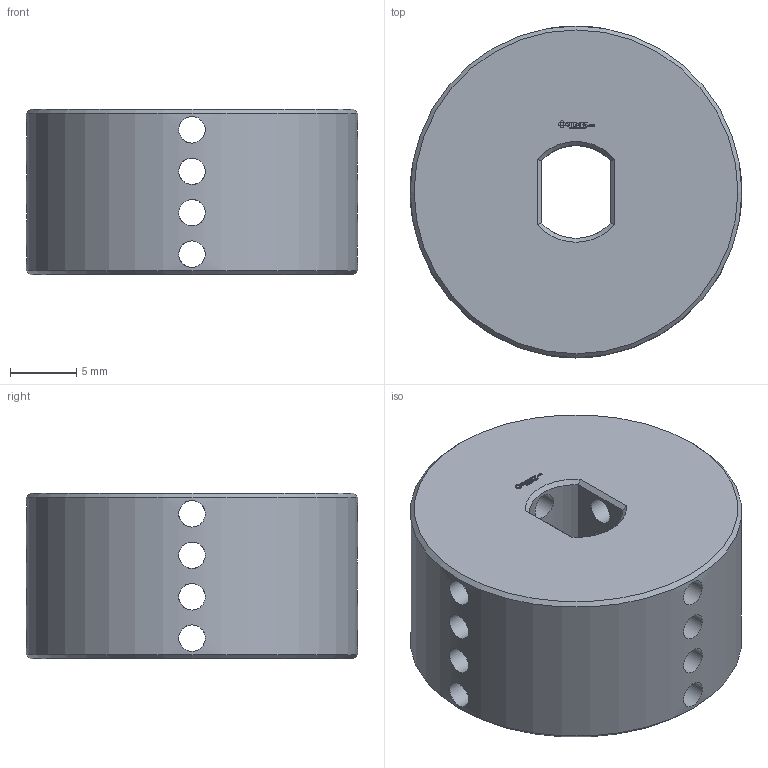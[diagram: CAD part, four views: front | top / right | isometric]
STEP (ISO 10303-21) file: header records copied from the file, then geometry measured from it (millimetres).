
FILE_DESCRIPTION(('FreeCAD Model'),'2;1');
FILE_NAME('Open CASCADE Shape Model','2024-03-12T23:32:34',(''),(''), 'Open CASCADE STEP processor 7.6','FreeCAD','Unknown');
FILE_SCHEMA(('AUTOMOTIVE_DESIGN { 1 0 10303 214 1 1 1 1 }'));
Length unit declared in the file: millimetre
Products named in the file (1): Shaft Collar IDX BU02.00x01.00 - SPN-SCL-0020 (stemfie.org)
Bounding box: 25 x 25 x 12.5 mm (x, y, z)
Volume: 5242.8 mm3; surface area: 2978.6 mm2
Topology: 1 solids, 1 shells, 512 faces, 1439 edges, 956 vertices
Faces by surface type: plane 295, extrusion 192, cylinder 19, cone 6
Full cylindrical faces by diameter (mm): 2 x16, 25 x1
Entity records: 17630 total; most frequent: CARTESIAN_POINT 5109, ORIENTED_EDGE 2878, DIRECTION 1885, EDGE_CURVE 1439, VECTOR 1187, LINE 995, VERTEX_POINT 956, B_SPLINE_CURVE_WITH_KNOTS 608
